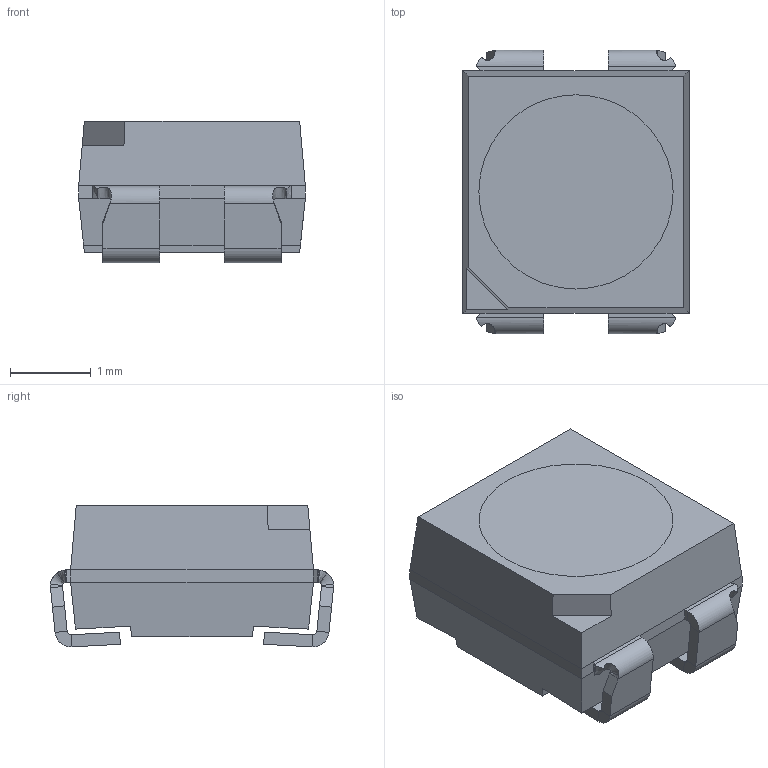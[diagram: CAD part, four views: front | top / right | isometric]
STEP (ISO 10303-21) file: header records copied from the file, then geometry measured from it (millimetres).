
FILE_DESCRIPTION(/* description */ (''),/* implementation_level */ '2;1');
FILE_NAME(/* name */ 'VLMx34x_6.541-5057.1-4.stp',/* time_stamp */ '2023-10-31T10:36:11+01:00',/* author */ ('mmangarudov'),/* organization */ (''),/* preprocessor_version */ 'ST-DEVELOPER v18.1',/* originating_system */ 'Autodesk Inventor 2022',/* authorisation */ '');
FILE_SCHEMA (('AUTOMOTIVE_DESIGN { 1 0 10303 214 3 1 1 }'));
Length unit declared in the file: millimetre
Products named in the file (1): Bauteil3
Bounding box: 2.8 x 3.5 x 1.75 mm (x, y, z)
Volume: 13.1 mm3; surface area: 47.4 mm2
Topology: 1 solids, 14 shells, 265 faces, 620 edges, 385 vertices
Faces by surface type: plane 156, cylinder 89, bspline 20
Full cylindrical faces by diameter (mm): 1 x1
Entity records: 10240 total; most frequent: CARTESIAN_POINT 3875, DIRECTION 1245, ORIENTED_EDGE 1240, EDGE_CURVE 620, AXIS2_PLACEMENT_3D 419, LINE 407, VECTOR 407, VERTEX_POINT 385
